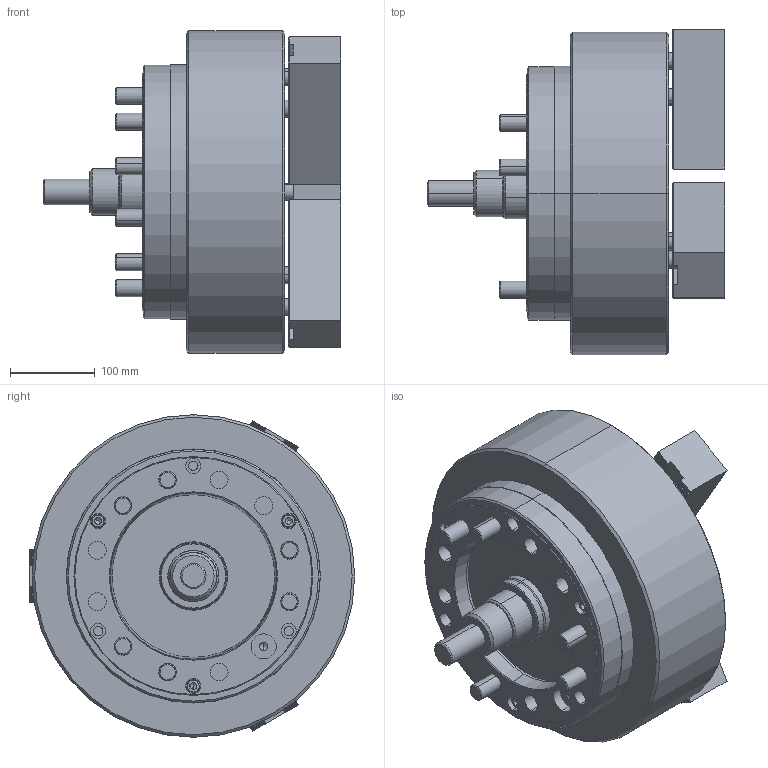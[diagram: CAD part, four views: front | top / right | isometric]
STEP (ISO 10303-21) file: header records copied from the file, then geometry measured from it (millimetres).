
FILE_DESCRIPTION (( 'STEP AP203' ), '1' );
FILE_NAME ('3V-15A11 外觀參考.STEP', '2015-09-09T07:50:16', ( 'temp' ), ( '' ), 'SwSTEP 2.0', 'SolidWorks 2011', '' );
FILE_SCHEMA (( 'CONFIG_CONTROL_DESIGN' ));
Length unit declared in the file: millimetre
Products named in the file (11): 3V-15A11 外觀參考; M10x60; 3V-15A11法蘭板; M20x55; M20x175; SJ-15P; 3P-15連接管螺栓; 3P-15連接管螺帽; 3P-15連接管; 3V-15中仁; 3V-15本體
Assembly tree (24 placements, depth 2):
  3V-15A11 外觀參考
    M20x55  x6
    M20x175  x6
    3V-15A11法蘭板
    3P-15連接管螺栓
    M10x60  x3
    3P-15連接管
    3P-15連接管螺帽
    3V-15本體
    SJ-15P  x3
    3V-15中仁
Bounding box: 351.32 x 384.25 x 381 mm (x, y, z)
Volume: 17532325.9 mm3; surface area: 1192961.7 mm2
Topology: 24 solids, 24 shells, 3398 faces, 9690 edges, 6351 vertices
Faces by surface type: plane 2302, cylinder 892, cone 192, torus 12
Entity records: 42543 total; most frequent: CARTESIAN_POINT 8732, ORIENTED_EDGE 7168, DIRECTION 6232, EDGE_CURVE 3584, LINE 2586, VECTOR 2586, VERTEX_POINT 2355, AXIS2_PLACEMENT_3D 1823
